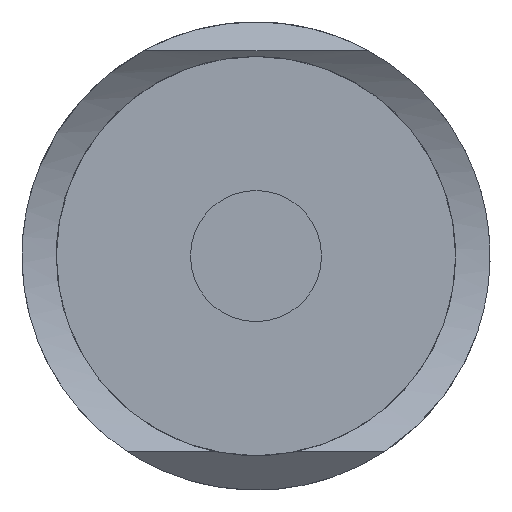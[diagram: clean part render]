
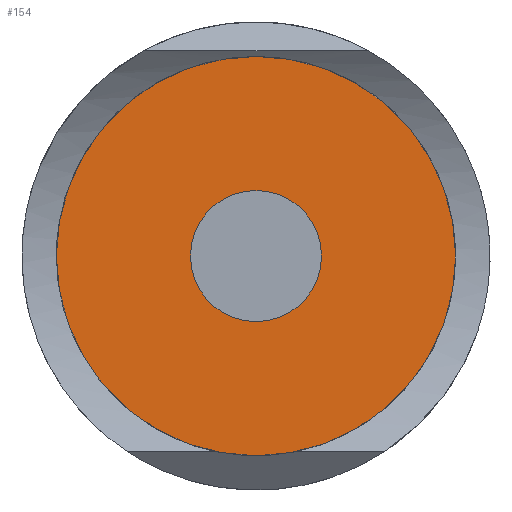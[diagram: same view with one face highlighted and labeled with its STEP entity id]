
A CAD part, left-side view. The second image highlights one B-rep face of the part: STEP entity #154.
In plain terms, the highlighted planar face has unit normal (-1, 0, 0).
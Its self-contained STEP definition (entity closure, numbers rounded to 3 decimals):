
#154=ADVANCED_FACE('',(#208,#209),#175,.F.);
#175=PLANE('',#505);
#208=FACE_BOUND('',#246,.T.);
#209=FACE_BOUND('',#247,.T.);
#246=EDGE_LOOP('',(#350));
#247=EDGE_LOOP('',(#351));
#350=ORIENTED_EDGE('',*,*,#454,.T.);
#351=ORIENTED_EDGE('',*,*,#446,.T.);
#396=VERTEX_POINT('',#1007);
#400=VERTEX_POINT('',#1030);
#446=EDGE_CURVE('',#396,#396,#463,.T.);
#454=EDGE_CURVE('',#400,#400,#466,.T.);
#463=CIRCLE('',#495,10.663);
#466=CIRCLE('',#504,3.5);
#495=AXIS2_PLACEMENT_3D('',#1006,#594,#595);
#504=AXIS2_PLACEMENT_3D('',#1029,#614,#615);
#505=AXIS2_PLACEMENT_3D('',#1031,#616,#617);
#594=DIRECTION('',(-1.,0.,0.));
#595=DIRECTION('',(0.,1.,0.));
#614=DIRECTION('',(1.,0.,0.));
#615=DIRECTION('',(0.,0.,-1.));
#616=DIRECTION('',(1.,0.,0.));
#617=DIRECTION('',(0.,0.,-1.));
#1006=CARTESIAN_POINT('',(1.,0.,0.));
#1007=CARTESIAN_POINT('',(1.,10.663,0.));
#1029=CARTESIAN_POINT('',(1.,0.,0.));
#1030=CARTESIAN_POINT('',(1.,0.,-3.5));
#1031=CARTESIAN_POINT('',(1.,0.,0.));
